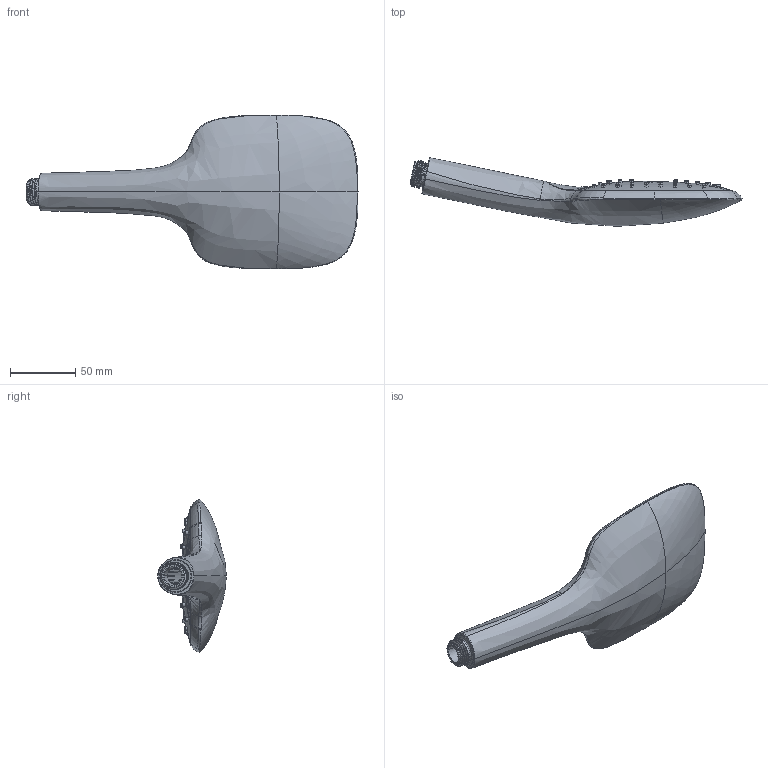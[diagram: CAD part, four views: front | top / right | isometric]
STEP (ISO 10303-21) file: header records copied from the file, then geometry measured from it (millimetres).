
FILE_DESCRIPTION((''),'2;1');
FILE_NAME('A520301_ASM','2020-05-09T',('Administrator'),(''),'PRO/ENGINEER BY PARAMETRIC TECHNOLOGY CORPORATION, 2014000','PRO/ENGINEER BY PARAMETRIC TECHNOLOGY CORPORATION, 2014000','');
FILE_SCHEMA(('CONFIG_CONTROL_DESIGN'));
Products named in the file (12): A520301-001; A520301-002; A520301-003; A520301-007; A520301-005; A520301-004; A520301MIANGAIZUJIAN_ASM; A520301-006; A520301ANJIANGUJIA_ASM; A515301-008; A515301KONGZHIHE_ASM; A520301_ASM
Assembly tree (11 placements, depth 3):
  A520301_ASM
    A520301-001
    A520301MIANGAIZUJIAN_ASM
      A520301-002
      A520301-003
      A520301-007
      A520301-005
      A520301-004
    A520301ANJIANGUJIA_ASM
      A520301-006
    A515301KONGZHIHE_ASM
      A515301-008
Bounding box: 253.6 x 52.43 x 117.45 mm (x, y, z)
Volume: 137630.9 mm3; surface area: 110621.3 mm2
Topology: 9 solids, 9 shells, 1647 faces, 4257 edges, 2619 vertices
Faces by surface type: bspline 530, cone 329, cylinder 250, torus 188, plane 174, extrusion 172, sphere 4
Entity records: 90819 total; most frequent: CARTESIAN_POINT 55478, ORIENTED_EDGE 8486, DIRECTION 5289, EDGE_CURVE 4243, VERTEX_POINT 2619, B_SPLINE_CURVE_WITH_KNOTS 2401, AXIS2_PLACEMENT_3D 2128, EDGE_LOOP 1974
